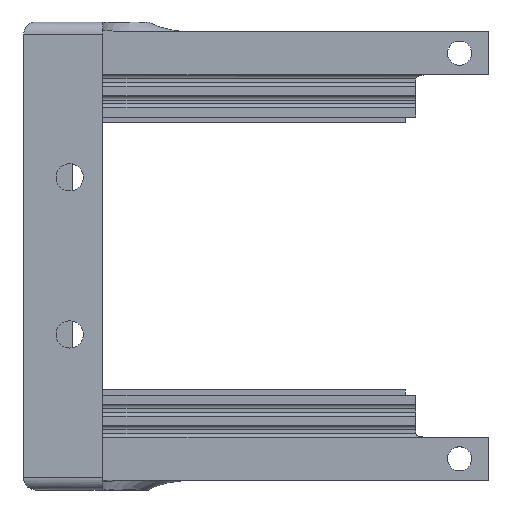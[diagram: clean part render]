
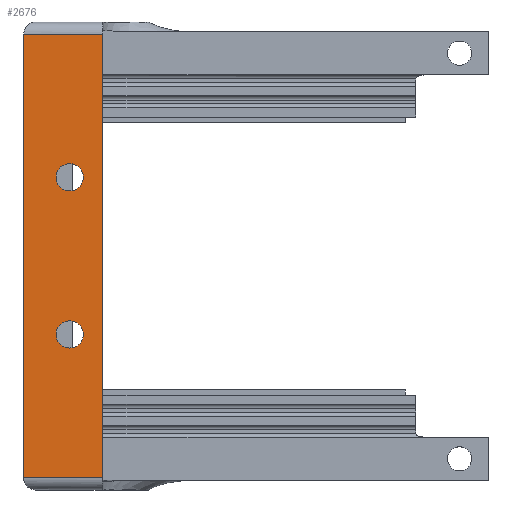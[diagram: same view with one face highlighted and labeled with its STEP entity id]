
A CAD part, top view. The second image highlights one B-rep face of the part: STEP entity #2676.
In plain terms, the highlighted planar face has unit normal (0, 0, 1).
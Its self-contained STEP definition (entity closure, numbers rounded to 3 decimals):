
#31=FACE_BOUND('',#431,.T.);
#32=FACE_BOUND('',#432,.T.);
#134=CIRCLE('',#2801,2.25);
#135=CIRCLE('',#2802,2.25);
#137=CIRCLE('',#2805,2.25);
#138=CIRCLE('',#2806,2.25);
#279=FACE_OUTER_BOUND('',#430,.T.);
#430=EDGE_LOOP('',(#2017,#2018,#2019,#2020));
#431=EDGE_LOOP('',(#2021,#2022));
#432=EDGE_LOOP('',(#2023,#2024));
#677=LINE('',#4234,#945);
#679=LINE('',#4243,#947);
#684=LINE('',#4255,#952);
#685=LINE('',#4257,#953);
#945=VECTOR('',#3368,10.);
#947=VECTOR('',#3376,10.);
#952=VECTOR('',#3387,10.);
#953=VECTOR('',#3390,10.);
#1102=VERTEX_POINT('',#3868);
#1103=VERTEX_POINT('',#3869);
#1105=VERTEX_POINT('',#3876);
#1106=VERTEX_POINT('',#3877);
#1240=VERTEX_POINT('',#4228);
#1242=VERTEX_POINT('',#4232);
#1244=VERTEX_POINT('',#4237);
#1246=VERTEX_POINT('',#4241);
#1372=EDGE_CURVE('',#1102,#1103,#134,.T.);
#1373=EDGE_CURVE('',#1103,#1102,#135,.T.);
#1376=EDGE_CURVE('',#1105,#1106,#137,.T.);
#1377=EDGE_CURVE('',#1106,#1105,#138,.T.);
#1544=EDGE_CURVE('',#1242,#1240,#677,.T.);
#1548=EDGE_CURVE('',#1244,#1246,#679,.T.);
#1555=EDGE_CURVE('',#1242,#1244,#684,.T.);
#1556=EDGE_CURVE('',#1246,#1240,#685,.T.);
#2017=ORIENTED_EDGE('',*,*,#1544,.F.);
#2018=ORIENTED_EDGE('',*,*,#1555,.T.);
#2019=ORIENTED_EDGE('',*,*,#1548,.T.);
#2020=ORIENTED_EDGE('',*,*,#1556,.T.);
#2021=ORIENTED_EDGE('',*,*,#1372,.T.);
#2022=ORIENTED_EDGE('',*,*,#1373,.T.);
#2023=ORIENTED_EDGE('',*,*,#1376,.T.);
#2024=ORIENTED_EDGE('',*,*,#1377,.T.);
#2577=PLANE('',#2896);
#2676=ADVANCED_FACE('',(#279,#31,#32),#2577,.T.);
#2801=AXIS2_PLACEMENT_3D('',#3870,#3078,#3079);
#2802=AXIS2_PLACEMENT_3D('',#3871,#3080,#3081);
#2805=AXIS2_PLACEMENT_3D('',#3878,#3087,#3088);
#2806=AXIS2_PLACEMENT_3D('',#3879,#3089,#3090);
#2896=AXIS2_PLACEMENT_3D('',#4256,#3388,#3389);
#3078=DIRECTION('center_axis',(0.,0.,-1.));
#3079=DIRECTION('ref_axis',(1.,0.,0.));
#3080=DIRECTION('center_axis',(0.,0.,-1.));
#3081=DIRECTION('ref_axis',(1.,0.,0.));
#3087=DIRECTION('center_axis',(0.,0.,-1.));
#3088=DIRECTION('ref_axis',(1.,0.,0.));
#3089=DIRECTION('center_axis',(0.,0.,-1.));
#3090=DIRECTION('ref_axis',(1.,0.,0.));
#3368=DIRECTION('',(-1.,0.,0.));
#3376=DIRECTION('',(-1.,0.,0.));
#3387=DIRECTION('',(0.,1.,0.));
#3388=DIRECTION('center_axis',(0.,0.,1.));
#3389=DIRECTION('ref_axis',(1.,0.,0.));
#3390=DIRECTION('',(0.,-1.,0.));
#3868=CARTESIAN_POINT('',(8.75,24.142,10.267));
#3869=CARTESIAN_POINT('',(4.25,24.142,10.267));
#3870=CARTESIAN_POINT('Origin',(6.5,24.142,10.267));
#3871=CARTESIAN_POINT('Origin',(6.5,24.142,10.267));
#3876=CARTESIAN_POINT('',(8.75,50.142,10.267));
#3877=CARTESIAN_POINT('',(4.25,50.142,10.267));
#3878=CARTESIAN_POINT('Origin',(6.5,50.142,10.267));
#3879=CARTESIAN_POINT('Origin',(6.5,50.142,10.267));
#4228=CARTESIAN_POINT('',(-1.1,0.444,10.267));
#4232=CARTESIAN_POINT('',(12.,0.444,10.267));
#4234=CARTESIAN_POINT('',(-1.1,0.444,10.267));
#4237=CARTESIAN_POINT('',(12.,73.84,10.267));
#4241=CARTESIAN_POINT('',(-1.1,73.84,10.267));
#4243=CARTESIAN_POINT('',(-1.1,73.84,10.267));
#4255=CARTESIAN_POINT('',(12.,-1.556,10.267));
#4256=CARTESIAN_POINT('Origin',(5.45,37.142,10.267));
#4257=CARTESIAN_POINT('',(-1.1,73.84,10.267));
